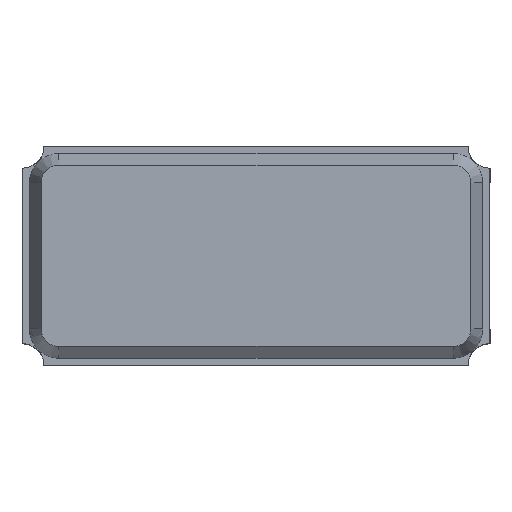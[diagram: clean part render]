
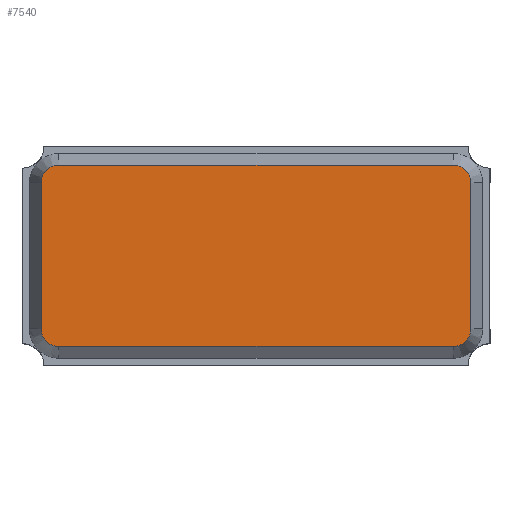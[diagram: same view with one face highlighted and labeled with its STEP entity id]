
A CAD part, top view. The second image highlights one B-rep face of the part: STEP entity #7540.
In plain terms, the highlighted planar face has unit normal (0, 0, 1).
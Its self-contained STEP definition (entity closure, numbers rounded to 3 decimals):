
#131 = VERTEX_POINT ( 'NONE', #6567 ) ;
#269 = CARTESIAN_POINT ( 'NONE',  ( -1.35, -0.62, 0.7 ) ) ;
#1281 = CARTESIAN_POINT ( 'NONE',  ( 1.35, 0.5, 0.7 ) ) ;
#1495 = DIRECTION ( 'NONE',  ( 1., 0., 0. ) ) ;
#1661 = LINE ( 'NONE', #9684, #7902 ) ;
#2406 = CIRCLE ( 'NONE', #10560, 0.12 ) ;
#3063 = ORIENTED_EDGE ( 'NONE', *, *, #10437, .T. ) ;
#3256 = AXIS2_PLACEMENT_3D ( 'NONE', #14328, #14493, #1495 ) ;
#3318 = AXIS2_PLACEMENT_3D ( 'NONE', #13342, #4266, #11785 ) ;
#3420 = CARTESIAN_POINT ( 'NONE',  ( 1.35, -0.5, 0.7 ) ) ;
#3573 = DIRECTION ( 'NONE',  ( 0., 1., 0. ) ) ;
#3928 = ORIENTED_EDGE ( 'NONE', *, *, #10933, .T. ) ;
#3960 = CIRCLE ( 'NONE', #11867, 0.12 ) ;
#3974 = LINE ( 'NONE', #269, #8040 ) ;
#4055 = PLANE ( 'NONE',  #3256 ) ;
#4229 = DIRECTION ( 'NONE',  ( 1., 0., 0. ) ) ;
#4266 = DIRECTION ( 'NONE',  ( 0., 0., 1. ) ) ;
#4598 = DIRECTION ( 'NONE',  ( 0., 0., 1. ) ) ;
#4660 = CIRCLE ( 'NONE', #3318, 0.12 ) ;
#5456 = VERTEX_POINT ( 'NONE', #13977 ) ;
#5550 = VERTEX_POINT ( 'NONE', #11563 ) ;
#5956 = EDGE_CURVE ( 'NONE', #12815, #12646, #4660, .T. ) ;
#6140 = CIRCLE ( 'NONE', #9139, 0.12 ) ;
#6167 = DIRECTION ( 'NONE',  ( 1., 0., 0. ) ) ;
#6567 = CARTESIAN_POINT ( 'NONE',  ( -1.47, -0.5, 0.7 ) ) ;
#6863 = DIRECTION ( 'NONE',  ( 0., -1., 0. ) ) ;
#6877 = LINE ( 'NONE', #16018, #12790 ) ;
#7317 = DIRECTION ( 'NONE',  ( 1., 0., 0. ) ) ;
#7336 = EDGE_LOOP ( 'NONE', ( #3063, #14481, #15931, #12559, #15482, #9964, #8944, #3928 ) ) ;
#7400 = DIRECTION ( 'NONE',  ( 1., 0., 0. ) ) ;
#7540 = ADVANCED_FACE ( 'NONE', ( #9091 ), #4055, .T. ) ;
#7902 = VECTOR ( 'NONE', #6863, 1000. ) ;
#8040 = VECTOR ( 'NONE', #4229, 1000. ) ;
#8386 = EDGE_CURVE ( 'NONE', #12646, #131, #1661, .T. ) ;
#8944 = ORIENTED_EDGE ( 'NONE', *, *, #10456, .T. ) ;
#9091 = FACE_OUTER_BOUND ( 'NONE', #7336, .T. ) ;
#9139 = AXIS2_PLACEMENT_3D ( 'NONE', #3420, #12391, #7317 ) ;
#9684 = CARTESIAN_POINT ( 'NONE',  ( -1.47, 0.5, 0.7 ) ) ;
#9964 = ORIENTED_EDGE ( 'NONE', *, *, #8386, .T. ) ;
#10042 = LINE ( 'NONE', #15278, #11764 ) ;
#10437 = EDGE_CURVE ( 'NONE', #5456, #12907, #6140, .T. ) ;
#10456 = EDGE_CURVE ( 'NONE', #131, #5550, #3960, .T. ) ;
#10560 = AXIS2_PLACEMENT_3D ( 'NONE', #1281, #16674, #6167 ) ;
#10933 = EDGE_CURVE ( 'NONE', #5550, #5456, #3974, .T. ) ;
#11160 = CARTESIAN_POINT ( 'NONE',  ( -1.35, -0.5, 0.7 ) ) ;
#11421 = CARTESIAN_POINT ( 'NONE',  ( 1.47, 0.5, 0.7 ) ) ;
#11563 = CARTESIAN_POINT ( 'NONE',  ( -1.35, -0.62, 0.7 ) ) ;
#11764 = VECTOR ( 'NONE', #3573, 1000. ) ;
#11785 = DIRECTION ( 'NONE',  ( 1., 0., 0. ) ) ;
#11867 = AXIS2_PLACEMENT_3D ( 'NONE', #11160, #4598, #7400 ) ;
#12372 = EDGE_CURVE ( 'NONE', #15956, #16007, #2406, .T. ) ;
#12391 = DIRECTION ( 'NONE',  ( 0., 0., 1. ) ) ;
#12559 = ORIENTED_EDGE ( 'NONE', *, *, #12563, .T. ) ;
#12563 = EDGE_CURVE ( 'NONE', #16007, #12815, #6877, .T. ) ;
#12646 = VERTEX_POINT ( 'NONE', #13651 ) ;
#12790 = VECTOR ( 'NONE', #14755, 1000. ) ;
#12815 = VERTEX_POINT ( 'NONE', #14659 ) ;
#12907 = VERTEX_POINT ( 'NONE', #14896 ) ;
#13342 = CARTESIAN_POINT ( 'NONE',  ( -1.35, 0.5, 0.7 ) ) ;
#13651 = CARTESIAN_POINT ( 'NONE',  ( -1.47, 0.5, 0.7 ) ) ;
#13977 = CARTESIAN_POINT ( 'NONE',  ( 1.35, -0.62, 0.7 ) ) ;
#14328 = CARTESIAN_POINT ( 'NONE',  ( 1.35, -0.5, 0.7 ) ) ;
#14481 = ORIENTED_EDGE ( 'NONE', *, *, #15997, .T. ) ;
#14493 = DIRECTION ( 'NONE',  ( 0., 0., 1. ) ) ;
#14659 = CARTESIAN_POINT ( 'NONE',  ( -1.35, 0.62, 0.7 ) ) ;
#14755 = DIRECTION ( 'NONE',  ( -1., 0., 0. ) ) ;
#14896 = CARTESIAN_POINT ( 'NONE',  ( 1.47, -0.5, 0.7 ) ) ;
#15278 = CARTESIAN_POINT ( 'NONE',  ( 1.47, -0.5, 0.7 ) ) ;
#15356 = CARTESIAN_POINT ( 'NONE',  ( 1.35, 0.62, 0.7 ) ) ;
#15482 = ORIENTED_EDGE ( 'NONE', *, *, #5956, .T. ) ;
#15931 = ORIENTED_EDGE ( 'NONE', *, *, #12372, .T. ) ;
#15956 = VERTEX_POINT ( 'NONE', #11421 ) ;
#15997 = EDGE_CURVE ( 'NONE', #12907, #15956, #10042, .T. ) ;
#16007 = VERTEX_POINT ( 'NONE', #15356 ) ;
#16018 = CARTESIAN_POINT ( 'NONE',  ( 1.35, 0.62, 0.7 ) ) ;
#16674 = DIRECTION ( 'NONE',  ( 0., 0., 1. ) ) ;
